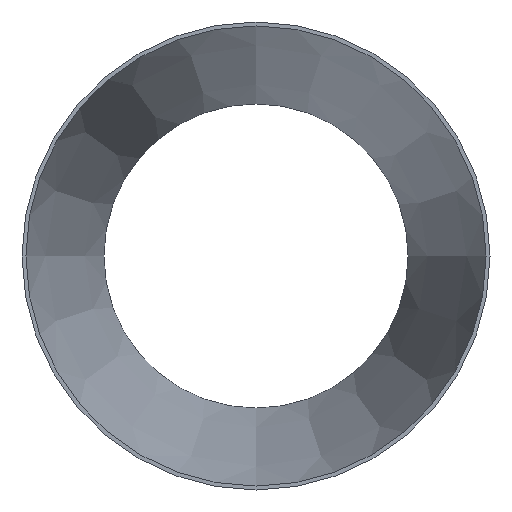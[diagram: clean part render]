
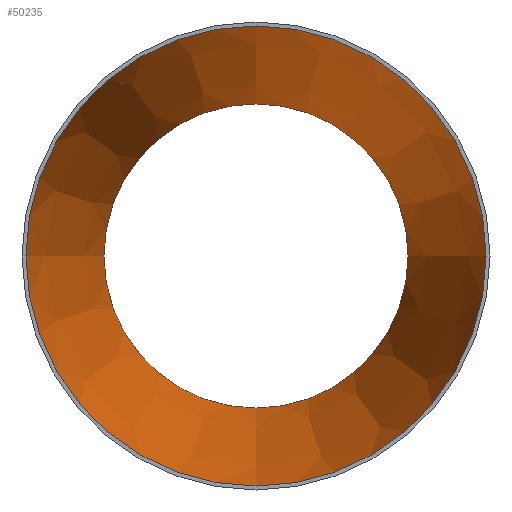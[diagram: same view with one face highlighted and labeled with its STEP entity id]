
A CAD part, front view. The second image highlights one B-rep face of the part: STEP entity #50235.
In plain terms, the highlighted conical face has half-angle 11.31 degrees and reference radius 299.701 mm.
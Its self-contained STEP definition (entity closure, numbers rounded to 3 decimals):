
#2877 = CIRCLE ( 'NONE', #37111, 198.101 ) ;
#3722 = EDGE_LOOP ( 'NONE', ( #18232 ) ) ;
#3803 = EDGE_CURVE ( 'NONE', #10161, #10161, #2877, .T. ) ;
#6476 = ORIENTED_EDGE ( 'NONE', *, *, #3803, .F. ) ;
#9412 = CARTESIAN_POINT ( 'NONE',  ( 0., 508., 0. ) ) ;
#10161 = VERTEX_POINT ( 'NONE', #33004 ) ;
#10191 = DIRECTION ( 'NONE',  ( 0., 0., -1. ) ) ;
#12495 = FACE_OUTER_BOUND ( 'NONE', #3722, .T. ) ;
#13511 = DIRECTION ( 'NONE',  ( 0., -1., 0. ) ) ;
#17455 = FACE_BOUND ( 'NONE', #41011, .T. ) ;
#18232 = ORIENTED_EDGE ( 'NONE', *, *, #43849, .T. ) ;
#29475 = DIRECTION ( 'NONE',  ( 0., 0., -1. ) ) ;
#33004 = CARTESIAN_POINT ( 'NONE',  ( 0., 508., -198.101 ) ) ;
#35931 = CARTESIAN_POINT ( 'NONE',  ( 0., 0., 0. ) ) ;
#36435 = DIRECTION ( 'NONE',  ( 0., 0., -1. ) ) ;
#36804 = AXIS2_PLACEMENT_3D ( 'NONE', #48656, #13511, #29475 ) ;
#37111 = AXIS2_PLACEMENT_3D ( 'NONE', #9412, #41889, #10191 ) ;
#37192 = VERTEX_POINT ( 'NONE', #38453 ) ;
#38453 = CARTESIAN_POINT ( 'NONE',  ( 0., 0., -299.701 ) ) ;
#41011 = EDGE_LOOP ( 'NONE', ( #6476 ) ) ;
#41889 = DIRECTION ( 'NONE',  ( 0., -1., 0. ) ) ;
#43542 = CONICAL_SURFACE ( 'NONE', #36804, 299.701, 0.197 ) ;
#43820 = DIRECTION ( 'NONE',  ( 0., -1., 0. ) ) ;
#43849 = EDGE_CURVE ( 'NONE', #37192, #37192, #48555, .T. ) ;
#48555 = CIRCLE ( 'NONE', #49376, 299.701 ) ;
#48656 = CARTESIAN_POINT ( 'NONE',  ( 0., 0., 0. ) ) ;
#49376 = AXIS2_PLACEMENT_3D ( 'NONE', #35931, #43820, #36435 ) ;
#50235 = ADVANCED_FACE ( 'NONE', ( #17455, #12495 ), #43542, .F. ) ;
